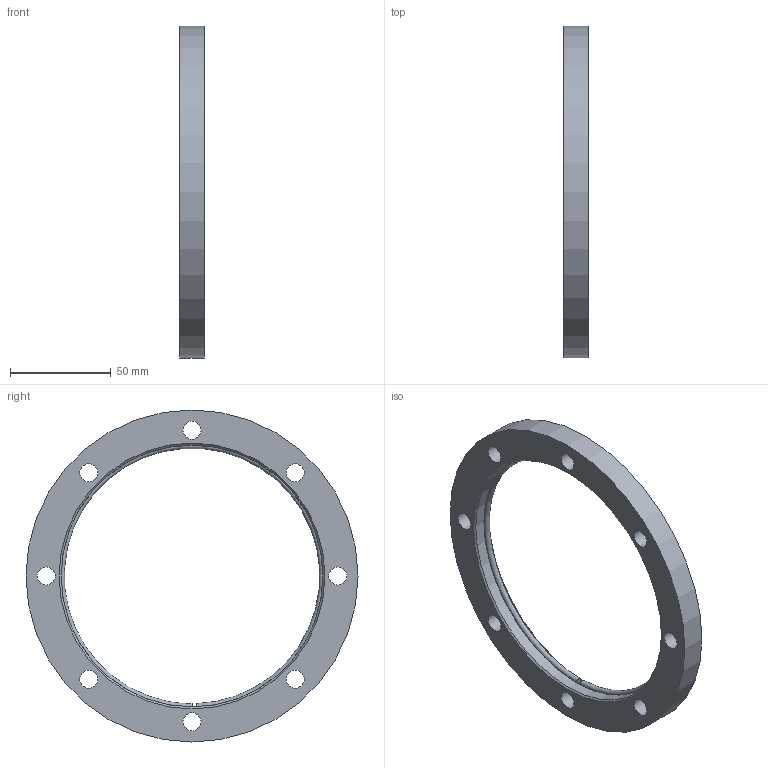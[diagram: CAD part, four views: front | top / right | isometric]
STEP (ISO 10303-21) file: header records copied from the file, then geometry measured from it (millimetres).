
FILE_DESCRIPTION (( 'STEP AP214' ), '1' );
FILE_NAME ('C1ISO100FULLVAC.STEP', '2025-07-03T14:12:55', ( '' ), ( '' ), 'SwSTEP 2.0', 'SolidWorks 2017', '' );
FILE_SCHEMA (( 'AUTOMOTIVE_DESIGN' ));
Length unit declared in the file: millimetre
Products named in the file (1): C1ISO100FULLVAC
Bounding box: 12 x 165 x 165 mm (x, y, z)
Volume: 89922.9 mm3; surface area: 32252 mm2
Topology: 2 solids, 2 shells, 20 faces, 43 edges, 28 vertices
Faces by surface type: cylinder 11, plane 5, torus 2, cone 2
Full cylindrical faces by diameter (mm): 9 x8, 130.5 x1, 133 x1, 165 x1
Entity records: 553 total; most frequent: DIRECTION 96, CARTESIAN_POINT 75, EDGE_LOOP 54, ORIENTED_EDGE 54, AXIS2_PLACEMENT_3D 48, FACE_OUTER_BOUND 33, CIRCLE 27, VERTEX_POINT 27
